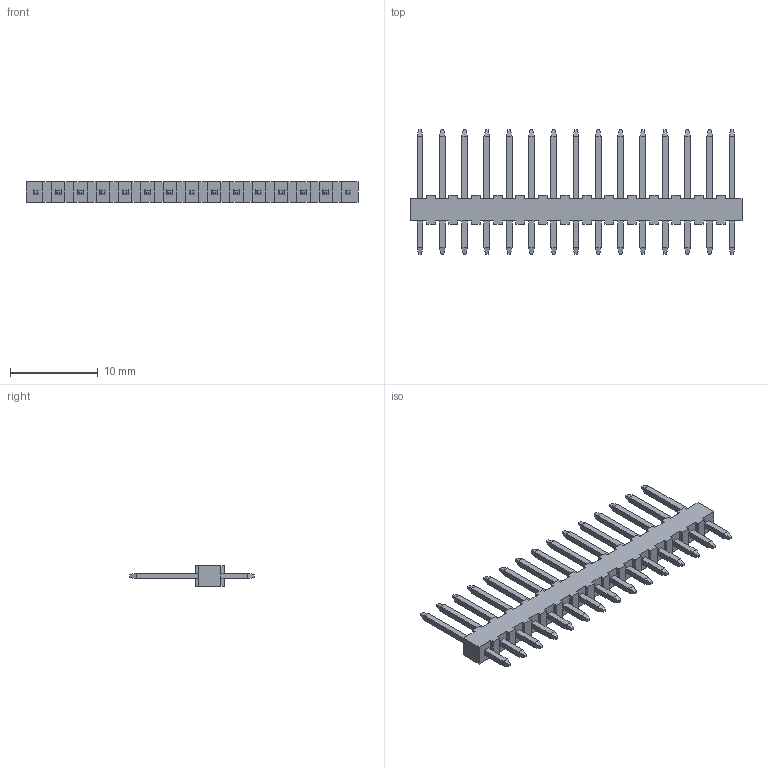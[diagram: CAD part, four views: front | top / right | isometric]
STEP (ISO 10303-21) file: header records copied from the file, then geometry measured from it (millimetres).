
FILE_DESCRIPTION((''),'2;1');
FILE_NAME('022032151','2014-06-05T',('me'),(''),'PRO/ENGINEER BY PARAMETRIC TECHNOLOGY CORPORATION, 2011490','PRO/ENGINEER BY PARAMETRIC TECHNOLOGY CORPORATION, 2011490','');
FILE_SCHEMA(('CONFIG_CONTROL_DESIGN'));
Length unit declared in the file: inch
Products named in the file (1): 022032151
Bounding box: 37.85 x 14.22 x 2.36 mm (x, y, z)
Volume: 324.5 mm3; surface area: 891.3 mm2
Topology: 1 solids, 1 shells, 388 faces, 978 edges, 622 vertices
Faces by surface type: plane 388
Entity records: 11266 total; most frequent: CARTESIAN_POINT 1959, ORIENTED_EDGE 1896, DIRECTION 1786, VECTOR 948, LINE 948, EDGE_CURVE 948, VERTEX_POINT 592, AXIS2_PLACEMENT_3D 419
